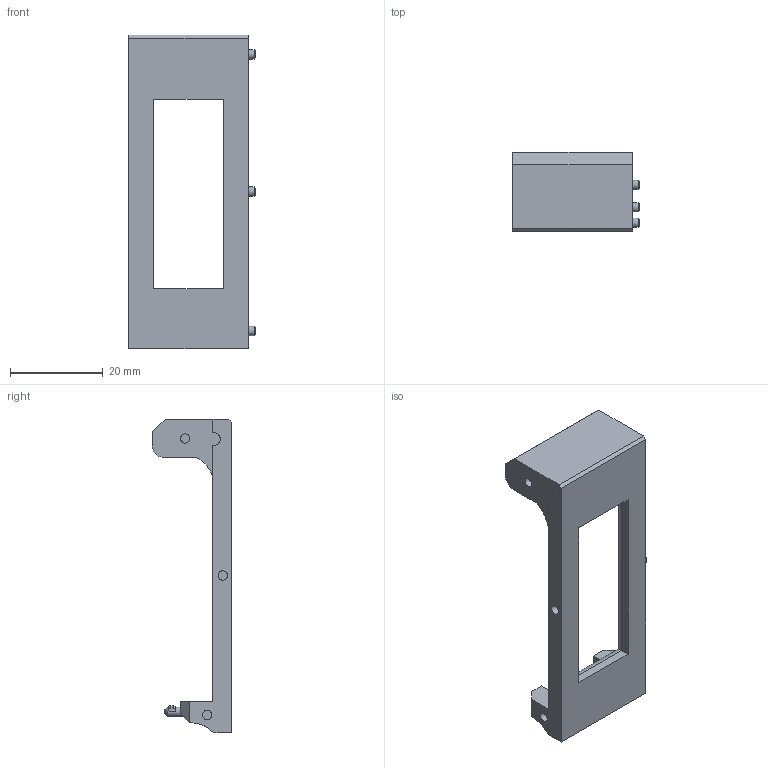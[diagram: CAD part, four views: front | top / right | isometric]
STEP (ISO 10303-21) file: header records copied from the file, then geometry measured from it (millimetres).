
FILE_DESCRIPTION(/* description */ (''),/* implementation_level */ '2;1');
FILE_NAME(/* name */ 'Chimera_Card_Holder v8.step',/* time_stamp */ '2023-10-19T10:12:00-05:00',/* author */ (''),/* organization */ (''),/* preprocessor_version */ 'ST-DEVELOPER v20',/* originating_system */ 'Autodesk Translation Framework v12.9.0.99',/* authorisation */ '');
FILE_SCHEMA (('AUTOMOTIVE_DESIGN { 1 0 10303 214 3 1 1 }'));
Length unit declared in the file: millimetre
Products named in the file (1): Chimera_Card_Holder
Bounding box: 27.24 x 17.04 x 67.56 mm (x, y, z)
Volume: 7399.8 mm3; surface area: 4614.4 mm2
Topology: 1 solids, 1 shells, 70 faces, 179 edges, 118 vertices
Faces by surface type: plane 44, cylinder 17, cone 5, bspline 4
Full cylindrical faces by diameter (mm): 2 x7
Entity records: 2827 total; most frequent: CARTESIAN_POINT 1088, ORIENTED_EDGE 358, DIRECTION 344, EDGE_CURVE 179, VERTEX_POINT 118, LINE 116, VECTOR 116, AXIS2_PLACEMENT_3D 114
